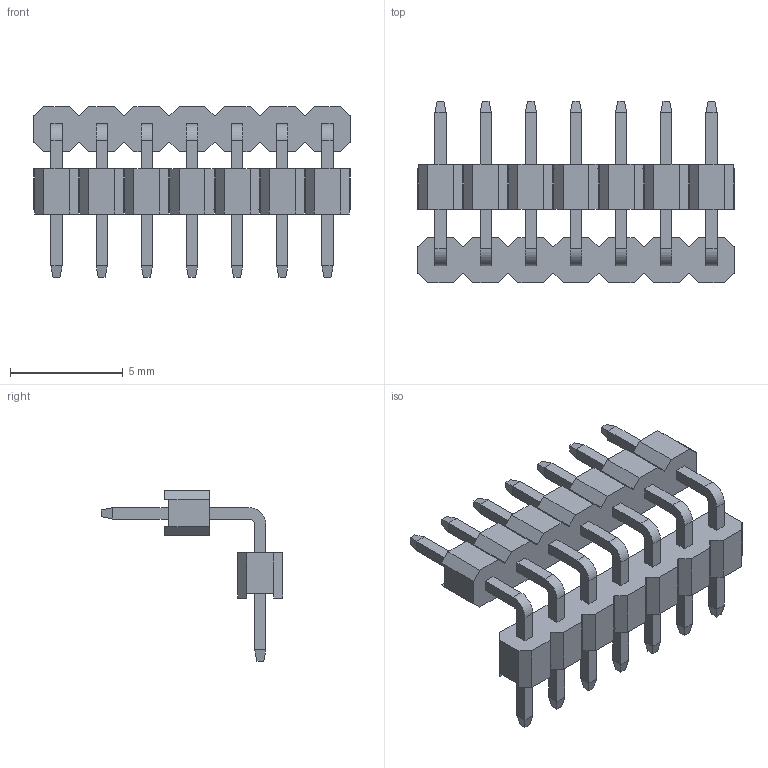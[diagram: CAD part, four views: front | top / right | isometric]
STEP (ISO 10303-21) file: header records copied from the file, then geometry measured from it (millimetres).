
FILE_DESCRIPTION( ('This file contains a STEP AP42 implementation' ,'as created by ZW3D STEP Interface translator.') ,'2;1' );
FILE_NAME( '1220-21XXXXRXXXXXXX(笢潔俔)(毀砃).stp' ,'23 5 2.103827', (''), ('ZWCAD Software Co.'), 'Version 1.0', 'ZW3D to STEP translator', '' );
FILE_SCHEMA(('AUTOMOTIVE_DESIGN { 1 0 10303 214 1 1 1 1 }'));
Length unit declared in the file: millimetre
Products named in the file (2): 0; 1220-2120XXR134XXXX(笢潔俔)(毀砃)
Bounding box: 14 x 8.05 x 7.55 mm (x, y, z)
Volume: 111.6 mm3; surface area: 384.6 mm2
Topology: 1 solids, 1 shells, 418 faces, 1032 edges, 632 vertices
Faces by surface type: plane 404, cylinder 14
Entity records: 12379 total; most frequent: CARTESIAN_POINT 2083, ORIENTED_EDGE 2064, DIRECTION 1898, EDGE_CURVE 1032, VECTOR 1004, LINE 1004, VERTEX_POINT 632, AXIS2_PLACEMENT_3D 447
